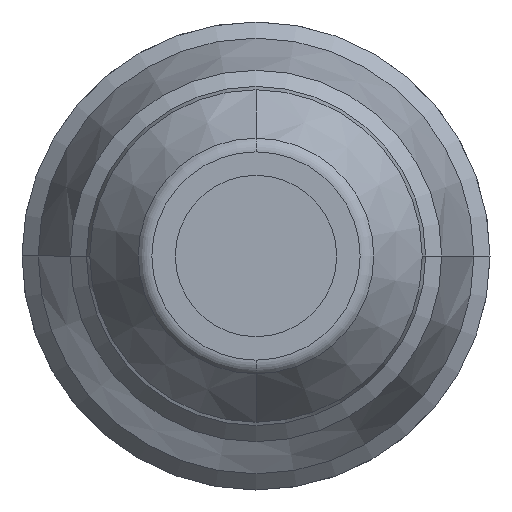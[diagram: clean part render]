
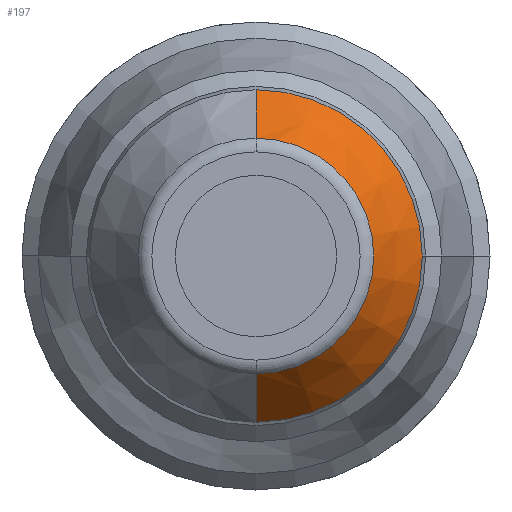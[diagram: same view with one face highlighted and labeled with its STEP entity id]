
A CAD part, front view. The second image highlights one B-rep face of the part: STEP entity #197.
In plain terms, the highlighted conical face has half-angle 32.4 degrees and reference radius 5.15 mm.
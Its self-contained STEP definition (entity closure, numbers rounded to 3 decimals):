
#197=ADVANCED_FACE('',(#464),#465,.T.);
#464=FACE_OUTER_BOUND('',#814,.T.);
#465=CONICAL_SURFACE('',#815,5.15,0.565);
#814=EDGE_LOOP('',(#1343,#1344,#1345,#1346));
#815=AXIS2_PLACEMENT_3D('',#1347,#1348,#1349);
#1343=ORIENTED_EDGE('',*,*,#2154,.F.);
#1344=ORIENTED_EDGE('',*,*,#2059,.T.);
#1345=ORIENTED_EDGE('',*,*,#2155,.F.);
#1346=ORIENTED_EDGE('',*,*,#2156,.F.);
#1347=CARTESIAN_POINT('',(-25.0,-32.299,0.0));
#1348=DIRECTION('',(-0.0,1.0,-0.0));
#1349=DIRECTION('',(0.0,0.0,1.0));
#2059=EDGE_CURVE('',#2464,#2461,#2465,.T.);
#2154=EDGE_CURVE('',#2464,#2584,#2623,.T.);
#2155=EDGE_CURVE('',#2588,#2461,#2624,.T.);
#2156=EDGE_CURVE('',#2584,#2588,#2625,.T.);
#2461=VERTEX_POINT('',#3016);
#2464=VERTEX_POINT('',#3019);
#2465=CIRCLE('',#3020,3.647);
#2584=VERTEX_POINT('',#3165);
#2588=VERTEX_POINT('',#3170);
#2623=LINE('',#3221,#3222);
#2624=LINE('',#3223,#3224);
#2625=CIRCLE('',#3225,5.15);
#3016=CARTESIAN_POINT('',(-25.0,-34.667,-3.647));
#3019=CARTESIAN_POINT('',(-25.0,-34.667,3.647));
#3020=AXIS2_PLACEMENT_3D('',#3613,#3614,#3615);
#3165=CARTESIAN_POINT('',(-25.0,-32.299,5.15));
#3170=CARTESIAN_POINT('',(-25.0,-32.299,-5.15));
#3221=CARTESIAN_POINT('',(-25.0,-32.299,5.15));
#3222=VECTOR('',#3768,1.0);
#3223=CARTESIAN_POINT('',(-25.0,-32.299,-5.15));
#3224=VECTOR('',#3769,1.0);
#3225=AXIS2_PLACEMENT_3D('',#3770,#3771,#3772);
#3613=CARTESIAN_POINT('',(-25.0,-34.667,0.0));
#3614=DIRECTION('',(0.0,1.0,0.0));
#3615=DIRECTION('',(0.0,0.0,-1.0));
#3768=DIRECTION('',(-0.0,0.844,0.536));
#3769=DIRECTION('',(0.0,-0.844,0.536));
#3770=CARTESIAN_POINT('',(-25.0,-32.299,0.0));
#3771=DIRECTION('',(0.0,1.0,0.0));
#3772=DIRECTION('',(0.0,0.0,1.0));
